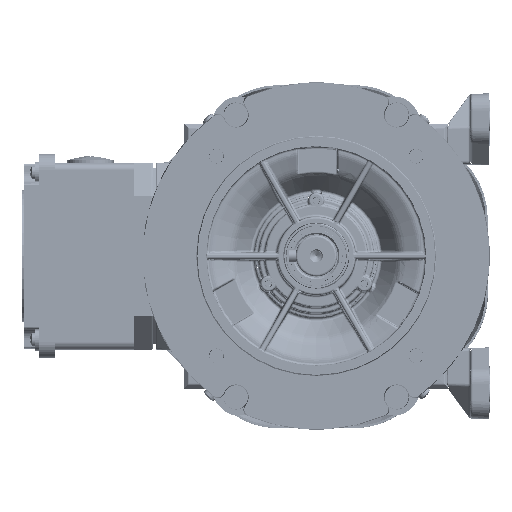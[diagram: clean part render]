
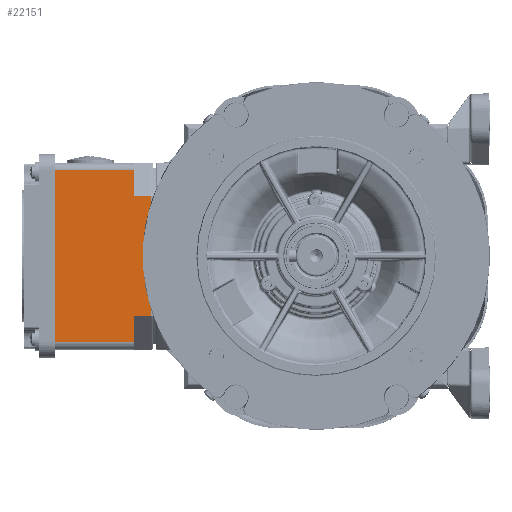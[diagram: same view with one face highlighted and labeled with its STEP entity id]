
A CAD part, top view. The second image highlights one B-rep face of the part: STEP entity #22151.
In plain terms, the highlighted planar face has unit normal (0, 0, 1).
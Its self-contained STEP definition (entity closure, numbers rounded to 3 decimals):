
#3241=FACE_BOUND('',#37161,.T.);
#3242=FACE_BOUND('',#37162,.T.);
#4600=PLANE('',#141371);
#22151=ADVANCED_FACE('',(#3241,#3242),#4600,.T.);
#37161=EDGE_LOOP('',(#87672,#87673,#87674,#87675,#87676,#87677,#87678,#87679));
#37162=EDGE_LOOP('',(#87680));
#43762=LINE('',#257052,#50537);
#43768=LINE('',#257097,#50543);
#43773=LINE('',#257108,#50548);
#43774=LINE('',#257110,#50549);
#43781=LINE('',#257136,#50556);
#43822=LINE('',#257248,#50597);
#43824=LINE('',#257252,#50599);
#43825=LINE('',#257254,#50600);
#50537=VECTOR('',#171130,1.);
#50543=VECTOR('',#171142,1.);
#50548=VECTOR('',#171151,1.);
#50549=VECTOR('',#171154,1.);
#50556=VECTOR('',#171175,1.);
#50597=VECTOR('',#171270,1.);
#50599=VECTOR('',#171274,1.);
#50600=VECTOR('',#171277,1.);
#87672=ORIENTED_EDGE('',*,*,#123853,.T.);
#87673=ORIENTED_EDGE('',*,*,#123940,.T.);
#87674=ORIENTED_EDGE('',*,*,#123939,.T.);
#87675=ORIENTED_EDGE('',*,*,#123937,.F.);
#87676=ORIENTED_EDGE('',*,*,#123884,.T.);
#87677=ORIENTED_EDGE('',*,*,#123871,.T.);
#87678=ORIENTED_EDGE('',*,*,#123870,.T.);
#87679=ORIENTED_EDGE('',*,*,#123864,.T.);
#87680=ORIENTED_EDGE('',*,*,#123941,.T.);
#103055=VERTEX_POINT('',#257050);
#103057=VERTEX_POINT('',#257053);
#103067=VERTEX_POINT('',#257098);
#103070=VERTEX_POINT('',#257106);
#103071=VERTEX_POINT('',#257111);
#103083=VERTEX_POINT('',#257137);
#103116=VERTEX_POINT('',#257247);
#103117=VERTEX_POINT('',#257251);
#103118=VERTEX_POINT('',#257257);
#123853=EDGE_CURVE('',#103057,#103055,#43762,.T.);
#123864=EDGE_CURVE('',#103067,#103057,#43768,.T.);
#123870=EDGE_CURVE('',#103070,#103067,#43773,.T.);
#123871=EDGE_CURVE('',#103071,#103070,#43774,.T.);
#123884=EDGE_CURVE('',#103083,#103071,#43781,.T.);
#123937=EDGE_CURVE('',#103083,#103116,#43822,.T.);
#123939=EDGE_CURVE('',#103117,#103116,#43824,.T.);
#123940=EDGE_CURVE('',#103055,#103117,#43825,.T.);
#123941=EDGE_CURVE('',#103118,#103118,#129667,.T.);
#129667=CIRCLE('',#141370,0.05);
#141370=AXIS2_PLACEMENT_3D('',#257256,#171280,#171281);
#141371=AXIS2_PLACEMENT_3D('',#257258,#171282,#171283);
#171130=DIRECTION('',(0.,1.,0.));
#171142=DIRECTION('',(1.,0.,0.));
#171151=DIRECTION('',(0.,1.,0.));
#171154=DIRECTION('',(1.,0.,0.));
#171175=DIRECTION('',(0.,-1.,0.));
#171270=DIRECTION('',(1.,0.,0.));
#171274=DIRECTION('',(0.,1.,0.));
#171277=DIRECTION('',(-1.,0.,0.));
#171280=DIRECTION('',(0.,0.,-1.));
#171281=DIRECTION('',(1.,0.,0.));
#171282=DIRECTION('',(0.,0.,1.));
#171283=DIRECTION('',(0.,-1.,0.));
#257050=CARTESIAN_POINT('',(-76.,27.711,29.));
#257052=CARTESIAN_POINT('',(-76.,-27.711,29.));
#257053=CARTESIAN_POINT('',(-76.,-27.711,29.));
#257097=CARTESIAN_POINT('',(-84.,-27.711,29.));
#257098=CARTESIAN_POINT('',(-84.,-27.711,29.));
#257106=CARTESIAN_POINT('',(-84.,-39.5,29.));
#257108=CARTESIAN_POINT('',(-84.,-39.5,29.));
#257110=CARTESIAN_POINT('',(-120.5,-39.5,29.));
#257111=CARTESIAN_POINT('',(-120.5,-39.5,29.));
#257136=CARTESIAN_POINT('',(-120.5,39.5,29.));
#257137=CARTESIAN_POINT('',(-120.5,39.5,29.));
#257247=CARTESIAN_POINT('',(-84.,39.5,29.));
#257248=CARTESIAN_POINT('',(-120.5,39.5,29.));
#257251=CARTESIAN_POINT('',(-84.,27.711,29.));
#257252=CARTESIAN_POINT('',(-84.,27.711,29.));
#257254=CARTESIAN_POINT('',(-76.,27.711,29.));
#257256=CARTESIAN_POINT('',(-94.5,12.94,29.));
#257257=CARTESIAN_POINT('',(-94.45,12.94,29.));
#257258=CARTESIAN_POINT('',(-120.5,39.5,29.));
